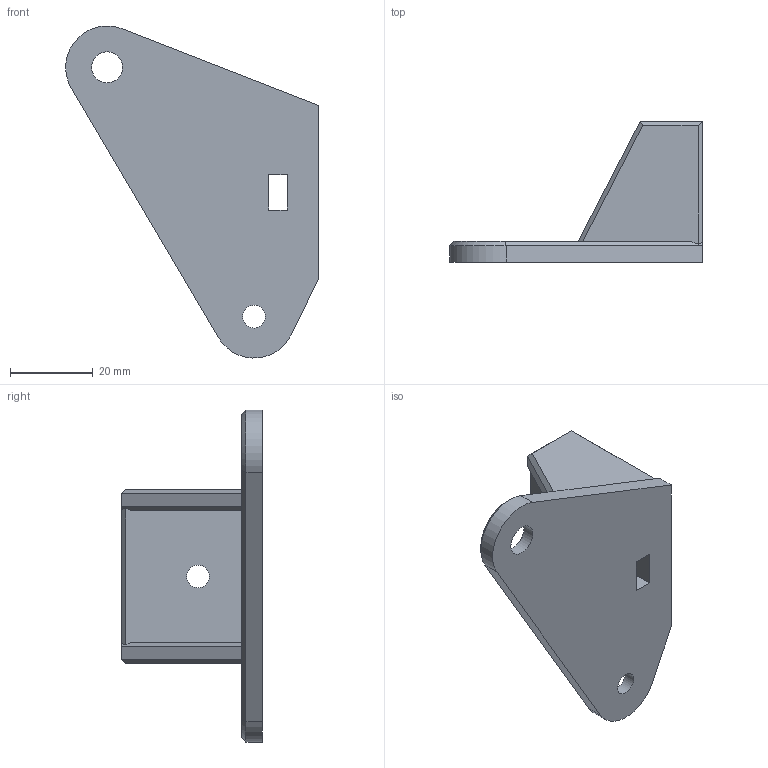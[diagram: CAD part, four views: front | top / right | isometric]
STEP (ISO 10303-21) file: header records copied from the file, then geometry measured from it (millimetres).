
FILE_DESCRIPTION(/* description */ (''),/* implementation_level */ '2;1');
FILE_NAME(/* name */ 'X Motor Slide Mount v1.step',/* time_stamp */ '2021-06-14T11:26:38+02:00',/* author */ (''),/* organization */ (''),/* preprocessor_version */ 'ST-DEVELOPER v18.1',/* originating_system */ 'Autodesk Translation Framework v10.9.0.1377',/* authorisation */ '');
FILE_SCHEMA (('AUTOMOTIVE_DESIGN { 1 0 10303 214 3 1 1 }'));
Length unit declared in the file: millimetre
Products named in the file (1): X Motor Slide Mount
Bounding box: 60.99 x 34.05 x 80.18 mm (x, y, z)
Volume: 30815.4 mm3; surface area: 12708.2 mm2
Topology: 1 solids, 1 shells, 49 faces, 125 edges, 80 vertices
Faces by surface type: plane 39, cylinder 8, cone 2
Full cylindrical faces by diameter (mm): 5.5 x3, 7.5 x1, 13 x2
Entity records: 1510 total; most frequent: CARTESIAN_POINT 255, ORIENTED_EDGE 250, DIRECTION 243, EDGE_CURVE 125, LINE 107, VECTOR 107, VERTEX_POINT 80, AXIS2_PLACEMENT_3D 68
